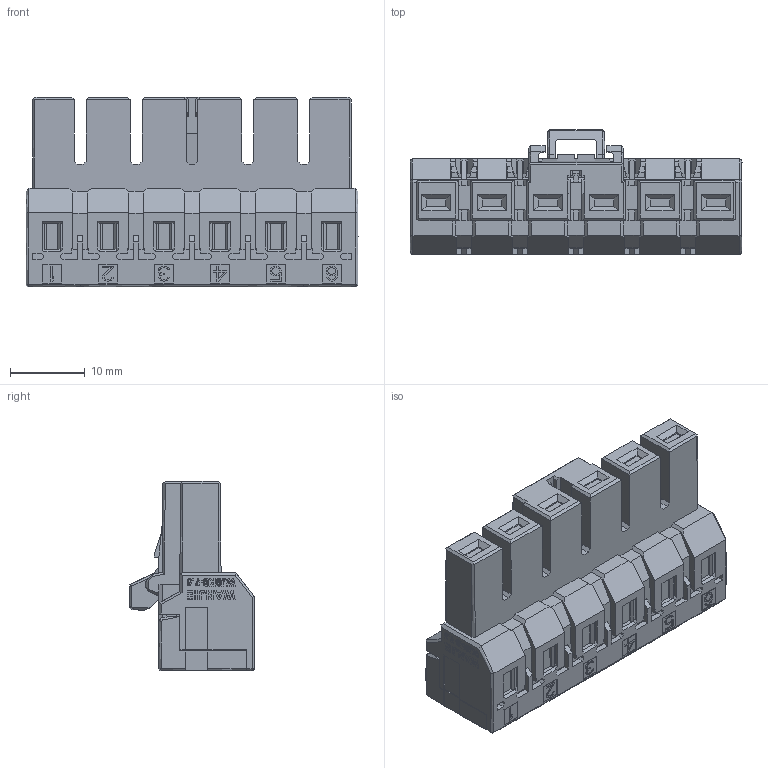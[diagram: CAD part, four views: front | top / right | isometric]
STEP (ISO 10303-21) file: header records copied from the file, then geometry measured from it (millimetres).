
FILE_DESCRIPTION( ('This file contains a STEP AP42 implementation' ,'as created by ZW3D STEP Interface translator.') ,'2;1' );
FILE_NAME( 'WJ9KS-7.5-06P-00A.stp' ,'24 829.102058', (''), ('ZWCAD Software Co.'), 'Version 1.0', 'ZW3D to STEP translator', '' );
FILE_SCHEMA(('AUTOMOTIVE_DESIGN'));
Length unit declared in the file: millimetre
Products named in the file (1): 0
Bounding box: 44.5 x 16.73 x 25.4 mm (x, y, z)
Volume: 8657.8 mm3; surface area: 6538 mm2
Topology: 1 solids, 1 shells, 1370 faces, 4388 edges, 3074 vertices
Faces by surface type: bspline 1370
Entity records: 47383 total; most frequent: CARTESIAN_POINT 20028, ORIENTED_EDGE 8796, EDGE_CURVE 4398, B_SPLINE_CURVE_WITH_KNOTS 4197, VERTEX_POINT 3086, EDGE_LOOP 1440, FACE_OUTER_BOUND 1370, ADVANCED_FACE 1370
